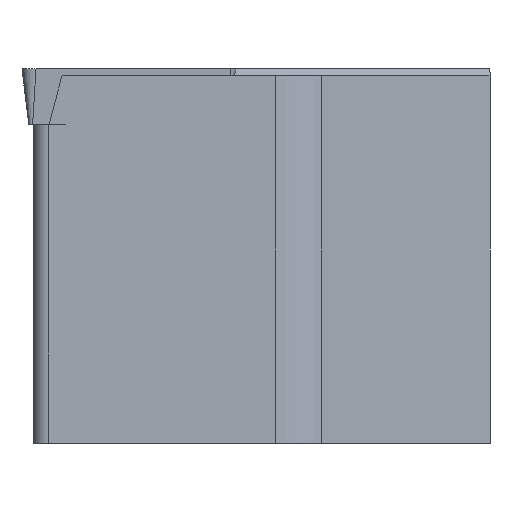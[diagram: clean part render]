
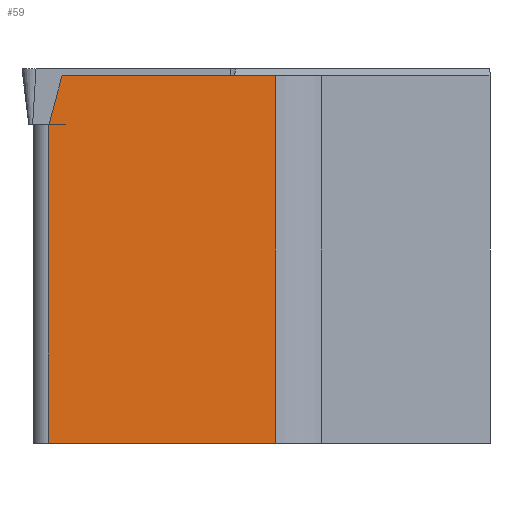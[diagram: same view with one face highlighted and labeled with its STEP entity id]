
A CAD part, left-side view. The second image highlights one B-rep face of the part: STEP entity #59.
In plain terms, the highlighted planar face has unit normal (-0.999, -0.052, 0).
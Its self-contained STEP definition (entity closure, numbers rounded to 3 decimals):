
#59=ADVANCED_FACE('',(#104),#83,.F.);
#83=PLANE('',#506);
#104=FACE_OUTER_BOUND('',#129,.T.);
#129=EDGE_LOOP('',(#307,#308,#309,#310,#311,#312));
#144=LINE('',#656,#197);
#170=LINE('',#711,#223);
#175=LINE('',#722,#228);
#176=LINE('',#726,#229);
#177=LINE('',#728,#230);
#178=LINE('',#729,#231);
#197=VECTOR('',#531,1.);
#223=VECTOR('',#575,1.);
#228=VECTOR('',#584,1.);
#229=VECTOR('',#589,1.);
#230=VECTOR('',#590,1.);
#231=VECTOR('',#591,1.);
#307=ORIENTED_EDGE('',*,*,#454,.T.);
#308=ORIENTED_EDGE('',*,*,#452,.F.);
#309=ORIENTED_EDGE('',*,*,#419,.F.);
#310=ORIENTED_EDGE('',*,*,#455,.T.);
#311=ORIENTED_EDGE('',*,*,#446,.F.);
#312=ORIENTED_EDGE('',*,*,#456,.T.);
#377=VERTEX_POINT('',#655);
#378=VERTEX_POINT('',#657);
#396=VERTEX_POINT('',#709);
#398=VERTEX_POINT('',#712);
#402=VERTEX_POINT('',#723);
#403=VERTEX_POINT('',#727);
#419=EDGE_CURVE('',#377,#378,#144,.T.);
#446=EDGE_CURVE('',#396,#398,#170,.T.);
#452=EDGE_CURVE('',#378,#402,#175,.T.);
#454=EDGE_CURVE('',#403,#402,#176,.T.);
#455=EDGE_CURVE('',#377,#398,#177,.T.);
#456=EDGE_CURVE('',#396,#403,#178,.T.);
#506=AXIS2_PLACEMENT_3D('',#730,#592,#593);
#531=DIRECTION('',(-0.052,0.999,0.));
#575=DIRECTION('',(0.052,-0.999,0.));
#584=DIRECTION('',(0.,0.,1.));
#589=DIRECTION('',(-0.052,0.999,0.));
#590=DIRECTION('',(0.,0.,1.));
#591=DIRECTION('',(-0.014,0.261,-0.965));
#592=DIRECTION('',(0.999,0.052,0.));
#593=DIRECTION('',(0.052,-0.999,0.));
#655=CARTESIAN_POINT('',(1.221,9.15,-16.));
#656=CARTESIAN_POINT('',(0.711,18.876,-16.));
#657=CARTESIAN_POINT('',(0.711,18.876,-16.));
#709=CARTESIAN_POINT('',(0.742,18.287,-0.3));
#711=CARTESIAN_POINT('',(0.711,18.876,-0.3));
#712=CARTESIAN_POINT('',(1.221,9.15,-0.3));
#722=CARTESIAN_POINT('',(0.711,18.876,-30.));
#723=CARTESIAN_POINT('',(0.711,18.876,-2.38));
#726=CARTESIAN_POINT('',(0.711,18.876,-2.38));
#727=CARTESIAN_POINT('',(0.712,18.848,-2.38));
#728=CARTESIAN_POINT('',(1.221,9.15,-30.));
#729=CARTESIAN_POINT('',(0.348,25.802,-28.124));
#730=CARTESIAN_POINT('',(0.711,18.876,-30.));
